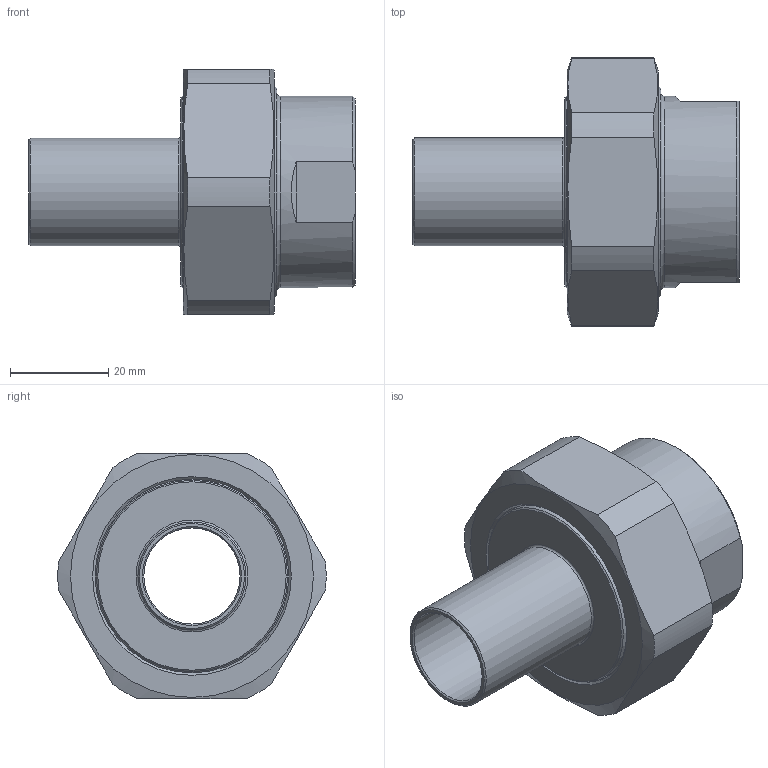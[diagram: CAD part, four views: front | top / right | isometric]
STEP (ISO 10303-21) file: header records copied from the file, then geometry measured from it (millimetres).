
FILE_DESCRIPTION(/* description */ (''),/* implementation_level */ '2;1');
FILE_NAME(/* name */ '3D_R134-PE-G-22-DN25_17102020.stp',/* time_stamp */ '2021-07-01T11:25:27+02:00',/* author */ ('cad'),/* organization */ (''),/* preprocessor_version */ 'ST-DEVELOPER v18.1',/* originating_system */ 'Autodesk Inventor 2022',/* authorisation */ '');
FILE_SCHEMA (('AUTOMOTIVE_DESIGN { 1 0 10303 214 3 1 1 }'));
Length unit declared in the file: millimetre
Products named in the file (4): 3D_R134-PE-G-22-DN25_17102020; 3D_R134-M-DN25_171011620; 3D_R134-G-DN25_171011320; 3D_R134-PE-22-DN25_171011270
Assembly tree (3 placements, depth 2):
  3D_R134-PE-G-22-DN25_17102020
    3D_R134-M-DN25_171011620
    3D_R134-G-DN25_171011320
    3D_R134-PE-22-DN25_171011270
Bounding box: 66.5 x 54.68 x 50 mm (x, y, z)
Volume: 40833.2 mm3; surface area: 22704.6 mm2
Topology: 3 solids, 3 shells, 65 faces, 153 edges, 101 vertices
Faces by surface type: plane 23, cone 18, cylinder 16, torus 8
Full cylindrical faces by diameter (mm): 19.6 x1, 22 x1, 30.291 x1, 30.7 x1, 39 x2, 39.5 x1, 43 x1, 43.376 x1, 44.85 x1
Entity records: 2053 total; most frequent: DIRECTION 372, CARTESIAN_POINT 358, ORIENTED_EDGE 306, AXIS2_PLACEMENT_3D 163, EDGE_CURVE 153, VERTEX_POINT 101, CIRCLE 89, EDGE_LOOP 78
